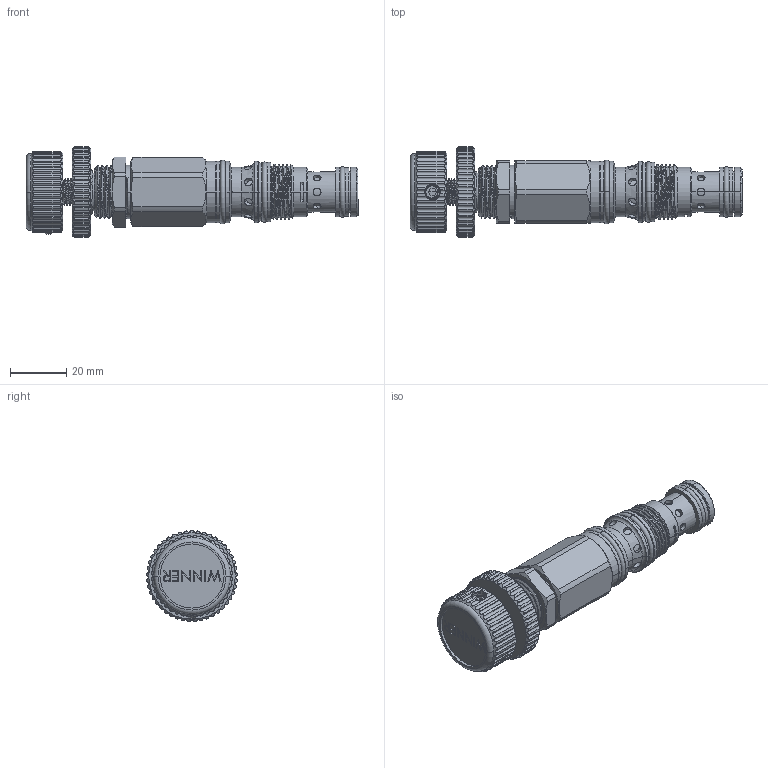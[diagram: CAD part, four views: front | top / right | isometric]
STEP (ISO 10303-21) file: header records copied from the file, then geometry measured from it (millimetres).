
FILE_DESCRIPTION (( 'STEP AP203' ), '1' );
FILE_NAME ('PD11A30-KF-10.STEP', '2024-11-12T05:36:26', ( '' ), ( '' ), 'SwSTEP 2.0', 'SolidWorks 2018', '' );
FILE_SCHEMA (( 'CONFIG_CONTROL_DESIGN' ));
Products named in the file (1): PD11A30-KF-10
Bounding box: 117.55 x 32.2 x 32.18 mm (x, y, z)
Volume: 42626.4 mm3; surface area: 13638.1 mm2
Topology: 1 solids, 1 shells, 659 faces, 1758 edges, 1140 vertices
Faces by surface type: cylinder 388, plane 161, cone 62, bspline 28, torus 18, sphere 2
Entity records: 36168 total; most frequent: CARTESIAN_POINT 20614, ORIENTED_EDGE 3492, DIRECTION 2916, EDGE_CURVE 1746, VERTEX_POINT 1140, AXIS2_PLACEMENT_3D 1114, EDGE_LOOP 710, LINE 688
